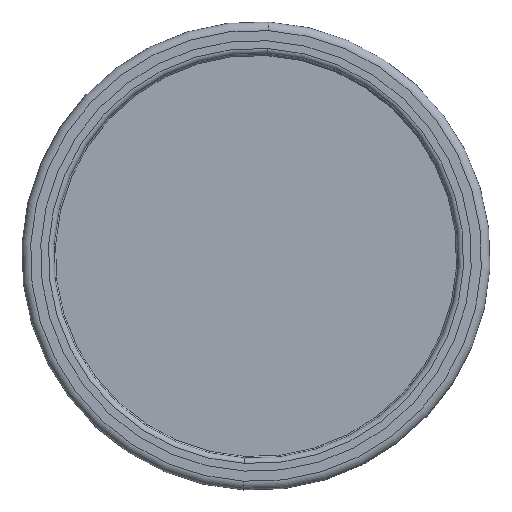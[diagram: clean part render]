
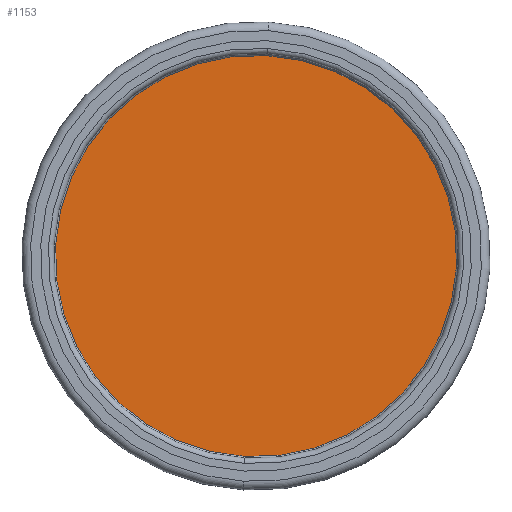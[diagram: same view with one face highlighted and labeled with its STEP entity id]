
A CAD part, top view. The second image highlights one B-rep face of the part: STEP entity #1153.
In plain terms, the highlighted planar face has unit normal (0, 0, 1).
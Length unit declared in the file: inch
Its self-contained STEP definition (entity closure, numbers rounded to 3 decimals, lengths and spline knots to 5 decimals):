
#79 = VERTEX_POINT ( 'NONE', #368 ) ;
#250 = VERTEX_POINT ( 'NONE', #387 ) ;
#364 = EDGE_LOOP ( 'NONE', ( #439, #460 ) ) ;
#368 = CARTESIAN_POINT ( 'NONE',  ( -0.08137, -1.49729, 0.125 ) ) ;
#387 = CARTESIAN_POINT ( 'NONE',  ( 0.08137, 1.49729, 0.125 ) ) ;
#439 = ORIENTED_EDGE ( 'NONE', *, *, #1082, .T. ) ;
#460 = ORIENTED_EDGE ( 'NONE', *, *, #1119, .T. ) ;
#506 = AXIS2_PLACEMENT_3D ( 'NONE', #761, #754, #753 ) ;
#537 = CIRCLE ( 'NONE', #604, 1.4995 ) ;
#542 = AXIS2_PLACEMENT_3D ( 'NONE', #1014, #937, #940 ) ;
#604 = AXIS2_PLACEMENT_3D ( 'NONE', #884, #883, #882 ) ;
#652 = CIRCLE ( 'NONE', #542, 1.4995 ) ;
#753 = DIRECTION ( 'NONE',  ( 1., 0., 0. ) ) ;
#754 = DIRECTION ( 'NONE',  ( 0., 0., 1. ) ) ;
#755 = PLANE ( 'NONE',  #506 ) ;
#759 = FACE_OUTER_BOUND ( 'NONE', #364, .T. ) ;
#761 = CARTESIAN_POINT ( 'NONE',  ( 0., 0., 0.125 ) ) ;
#882 = DIRECTION ( 'NONE',  ( 1., 0., 0. ) ) ;
#883 = DIRECTION ( 'NONE',  ( 0., 0., 1. ) ) ;
#884 = CARTESIAN_POINT ( 'NONE',  ( 0., 0., 0.125 ) ) ;
#937 = DIRECTION ( 'NONE',  ( 0., 0., 1. ) ) ;
#940 = DIRECTION ( 'NONE',  ( 1., 0., 0. ) ) ;
#1014 = CARTESIAN_POINT ( 'NONE',  ( 0., 0., 0.125 ) ) ;
#1082 = EDGE_CURVE ( 'NONE', #79, #250, #652, .T. ) ;
#1119 = EDGE_CURVE ( 'NONE', #250, #79, #537, .T. ) ;
#1153 = ADVANCED_FACE ( 'NONE', ( #759 ), #755, .T. ) ;
